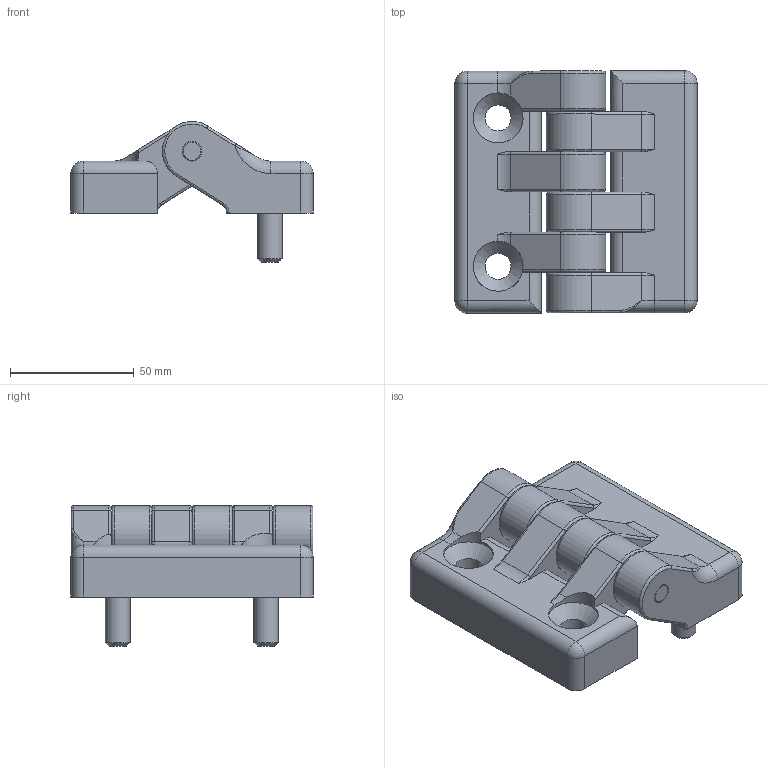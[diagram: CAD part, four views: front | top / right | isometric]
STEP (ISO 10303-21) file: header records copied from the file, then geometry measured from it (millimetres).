
FILE_DESCRIPTION( ( 'Unknown' ), '1' );
FILE_NAME( '6388330_C98_AC.stp', 'Unknown', ( 'Unknown' ), ( 'Unknown' ), 'PSStep 14.0', 'Unknown', ' ' );
FILE_SCHEMA( ( 'AUTOMOTIVE_DESIGN { 1 0 10303 214 1 1 1 1 }' ) );
Length unit declared in the file: millimetre
Products named in the file (1): 8900314
Bounding box: 98 x 98 x 56.98 mm (x, y, z)
Volume: 164471.3 mm3; surface area: 58415.7 mm2
Topology: 1 solids, 3 shells, 305 faces, 789 edges, 498 vertices
Faces by surface type: plane 154, cylinder 97, torus 40, cone 8, sphere 4, bspline 2
Full cylindrical faces by diameter (mm): 8 x5, 10 x4, 10.5 x2, 20.2 x2
Entity records: 11878 total; most frequent: CARTESIAN_POINT 2052, DIRECTION 1570, ORIENTED_EDGE 1480, EDGE_CURVE 740, AXIS2_PLACEMENT_3D 552, VERTEX_POINT 482, LINE 466, VECTOR 466
